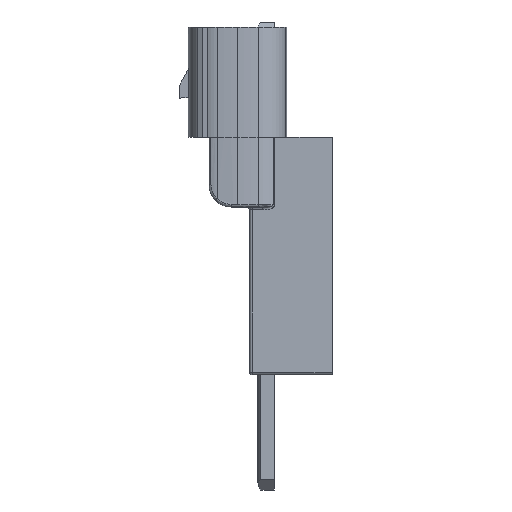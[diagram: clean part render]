
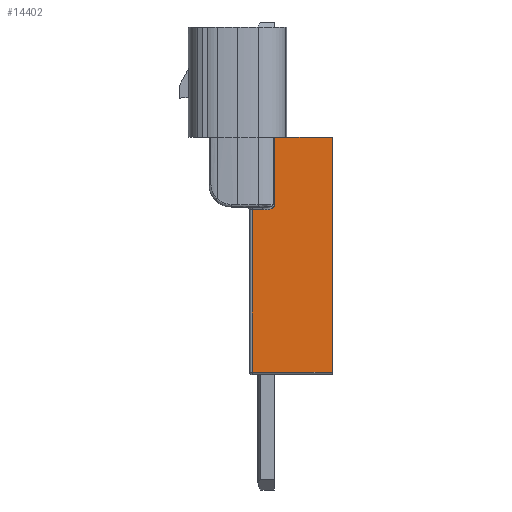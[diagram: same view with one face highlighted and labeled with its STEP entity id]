
A CAD part, left-side view. The second image highlights one B-rep face of the part: STEP entity #14402.
In plain terms, the highlighted planar face has unit normal (-1, 0, 0).
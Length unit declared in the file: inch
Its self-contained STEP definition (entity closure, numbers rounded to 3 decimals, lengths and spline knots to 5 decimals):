
#712 = EDGE_CURVE ( 'NONE', #16037, #3229, #20025, .T. ) ;
#1101 = VERTEX_POINT ( 'NONE', #14840 ) ;
#1158 = VECTOR ( 'NONE', #15923, 39.37008 ) ;
#1186 = LINE ( 'NONE', #15839, #1158 ) ;
#1333 = ORIENTED_EDGE ( 'NONE', *, *, #13402, .T. ) ;
#1423 = CARTESIAN_POINT ( 'NONE',  ( -0.14212, 0.0653, -0.4613 ) ) ;
#1424 = VERTEX_POINT ( 'NONE', #23028 ) ;
#3183 = CARTESIAN_POINT ( 'NONE',  ( -0.14212, -0.43301, 0.0587 ) ) ;
#3209 = DIRECTION ( 'NONE',  ( 0., -1., 0. ) ) ;
#3229 = VERTEX_POINT ( 'NONE', #20389 ) ;
#4442 = DIRECTION ( 'NONE',  ( 0., 0., 1. ) ) ;
#4517 = CARTESIAN_POINT ( 'NONE',  ( -0.14212, -0.43301, 0.0587 ) ) ;
#4621 = ORIENTED_EDGE ( 'NONE', *, *, #12266, .T. ) ;
#4945 = VECTOR ( 'NONE', #4442, 39.37008 ) ;
#4969 = LINE ( 'NONE', #4517, #4945 ) ;
#5023 = DIRECTION ( 'NONE',  ( 0., 1., 0. ) ) ;
#5258 = CARTESIAN_POINT ( 'NONE',  ( -0.14212, 0.13749, -0.4613 ) ) ;
#5773 = VERTEX_POINT ( 'NONE', #16334 ) ;
#6283 = CARTESIAN_POINT ( 'NONE',  ( -0.14212, -0.02326, 0.0587 ) ) ;
#6553 = AXIS2_PLACEMENT_3D ( 'NONE', #16259, #16176, #16145 ) ;
#7277 = DIRECTION ( 'NONE',  ( 0., 0., -1. ) ) ;
#7543 = CARTESIAN_POINT ( 'NONE',  ( -0.14212, 0.13749, 0.0587 ) ) ;
#7769 = ORIENTED_EDGE ( 'NONE', *, *, #712, .F. ) ;
#8169 = CARTESIAN_POINT ( 'NONE',  ( -0.14212, 0.13749, -1.6213 ) ) ;
#9583 = LINE ( 'NONE', #7543, #12767 ) ;
#11354 = EDGE_CURVE ( 'NONE', #1101, #3229, #4969, .T. ) ;
#11363 = EDGE_LOOP ( 'NONE', ( #7769, #1333, #13716, #21892, #15758, #4621, #11789 ) ) ;
#11789 = ORIENTED_EDGE ( 'NONE', *, *, #11354, .T. ) ;
#12057 = DIRECTION ( 'NONE',  ( 0., 0., -1. ) ) ;
#12266 = EDGE_CURVE ( 'NONE', #17623, #1101, #1186, .T. ) ;
#12331 = CARTESIAN_POINT ( 'NONE',  ( -0.14212, -0.02326, -0.4213 ) ) ;
#12654 = EDGE_CURVE ( 'NONE', #5773, #17623, #9583, .T. ) ;
#12767 = VECTOR ( 'NONE', #7277, 39.37008 ) ;
#12781 = EDGE_CURVE ( 'NONE', #21621, #5773, #17380, .T. ) ;
#13229 = EDGE_CURVE ( 'NONE', #1424, #21621, #14272, .T. ) ;
#13402 = EDGE_CURVE ( 'NONE', #16037, #1424, #21204, .T. ) ;
#13716 = ORIENTED_EDGE ( 'NONE', *, *, #13229, .T. ) ;
#14272 = B_SPLINE_CURVE_WITH_KNOTS ( 'NONE', 3,
 ( #21995, #22812, #21449, #21455, #21378, #21288, #21295, #21180, #21022, #20993, #20863, #20868, #20838, #20818 ),
 .UNSPECIFIED., .F., .F.,
 ( 4, 2, 2, 2, 2, 2, 4 ),
 ( 0., 0.00034, 0.00067, 0.00101, 0.00135, 0.00202, 0.0027 ),
 .UNSPECIFIED. ) ;
#14402 = ADVANCED_FACE ( 'NONE', ( #17481 ), #16291, .F. ) ;
#14840 = CARTESIAN_POINT ( 'NONE',  ( -0.14212, -0.43301, -1.6213 ) ) ;
#15758 = ORIENTED_EDGE ( 'NONE', *, *, #12654, .T. ) ;
#15839 = CARTESIAN_POINT ( 'NONE',  ( -0.14212, -0.43301, -1.6213 ) ) ;
#15923 = DIRECTION ( 'NONE',  ( 0., -1., 0. ) ) ;
#16037 = VERTEX_POINT ( 'NONE', #6283 ) ;
#16145 = DIRECTION ( 'NONE',  ( 0., 0., 1. ) ) ;
#16176 = DIRECTION ( 'NONE',  ( 1., 0., 0. ) ) ;
#16259 = CARTESIAN_POINT ( 'NONE',  ( -0.14212, -0.43301, 0.0587 ) ) ;
#16263 = VECTOR ( 'NONE', #5023, 39.37008 ) ;
#16291 = PLANE ( 'NONE',  #6553 ) ;
#16334 = CARTESIAN_POINT ( 'NONE',  ( -0.14212, 0.13749, -0.4613 ) ) ;
#17380 = LINE ( 'NONE', #5258, #16263 ) ;
#17481 = FACE_OUTER_BOUND ( 'NONE', #11363, .T. ) ;
#17623 = VERTEX_POINT ( 'NONE', #8169 ) ;
#20025 = LINE ( 'NONE', #3183, #20208 ) ;
#20208 = VECTOR ( 'NONE', #3209, 39.37008 ) ;
#20389 = CARTESIAN_POINT ( 'NONE',  ( -0.14212, -0.43301, 0.0587 ) ) ;
#20818 = CARTESIAN_POINT ( 'NONE',  ( -0.14212, 0.0653, -0.4613 ) ) ;
#20838 = CARTESIAN_POINT ( 'NONE',  ( -0.14212, 0.05645, -0.4613 ) ) ;
#20863 = CARTESIAN_POINT ( 'NONE',  ( -0.14212, 0.03008, -0.45951 ) ) ;
#20868 = CARTESIAN_POINT ( 'NONE',  ( -0.14212, 0.04762, -0.46108 ) ) ;
#20993 = CARTESIAN_POINT ( 'NONE',  ( -0.14212, 0.02131, -0.45817 ) ) ;
#21022 = CARTESIAN_POINT ( 'NONE',  ( -0.14212, 0.0085, -0.45446 ) ) ;
#21161 = VECTOR ( 'NONE', #12057, 39.37008 ) ;
#21180 = CARTESIAN_POINT ( 'NONE',  ( -0.14212, 0.00434, -0.45296 ) ) ;
#21204 = LINE ( 'NONE', #12331, #21161 ) ;
#21288 = CARTESIAN_POINT ( 'NONE',  ( -0.14212, -0.00754, -0.44685 ) ) ;
#21295 = CARTESIAN_POINT ( 'NONE',  ( -0.14212, -0.00365, -0.44917 ) ) ;
#21378 = CARTESIAN_POINT ( 'NONE',  ( -0.14212, -0.01442, -0.44127 ) ) ;
#21449 = CARTESIAN_POINT ( 'NONE',  ( -0.14212, -0.02194, -0.43019 ) ) ;
#21455 = CARTESIAN_POINT ( 'NONE',  ( -0.14212, -0.01751, -0.43791 ) ) ;
#21621 = VERTEX_POINT ( 'NONE', #1423 ) ;
#21892 = ORIENTED_EDGE ( 'NONE', *, *, #12781, .T. ) ;
#21995 = CARTESIAN_POINT ( 'NONE',  ( -0.14212, -0.02326, -0.4213 ) ) ;
#22812 = CARTESIAN_POINT ( 'NONE',  ( -0.14212, -0.02326, -0.42582 ) ) ;
#23028 = CARTESIAN_POINT ( 'NONE',  ( -0.14212, -0.02326, -0.4213 ) ) ;
